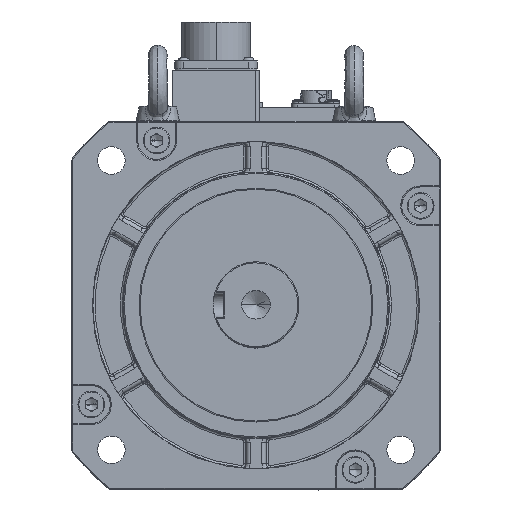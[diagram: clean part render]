
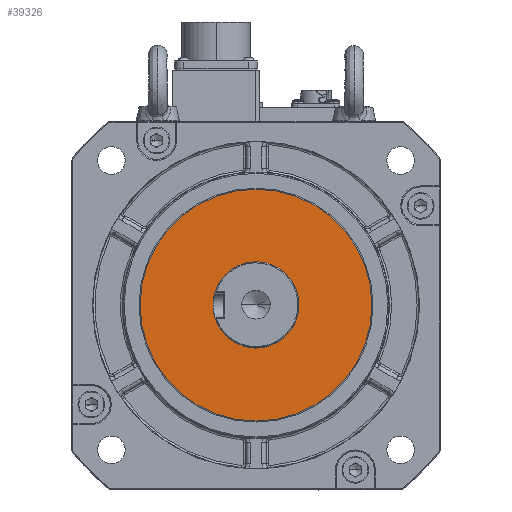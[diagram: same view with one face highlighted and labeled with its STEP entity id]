
A CAD part, top view. The second image highlights one B-rep face of the part: STEP entity #39326.
In plain terms, the highlighted planar face has unit normal (0, 0, 1).
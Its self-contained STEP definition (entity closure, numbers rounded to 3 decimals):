
#589 = DIRECTION ( 'NONE',  ( 0., 0., 1. ) ) ;
#2275 = CARTESIAN_POINT ( 'NONE',  ( 0., 0., 108.2 ) ) ;
#3914 = FACE_BOUND ( 'NONE', #64326, .T. ) ;
#5532 = AXIS2_PLACEMENT_3D ( 'NONE', #47201, #72782, #72241 ) ;
#10471 = DIRECTION ( 'NONE',  ( 0., 0., 1. ) ) ;
#11939 = EDGE_CURVE ( 'NONE', #59987, #56788, #61103, .T. ) ;
#13278 = CARTESIAN_POINT ( 'NONE',  ( 0., 0., 108.2 ) ) ;
#17619 = DIRECTION ( 'NONE',  ( 0., 0., 1. ) ) ;
#18469 = VERTEX_POINT ( 'NONE', #83477 ) ;
#24210 = CIRCLE ( 'NONE', #46829, 20.7 ) ;
#25034 = FACE_OUTER_BOUND ( 'NONE', #73322, .T. ) ;
#26868 = DIRECTION ( 'NONE',  ( 0., -1., 0. ) ) ;
#29313 = VERTEX_POINT ( 'NONE', #61026 ) ;
#30251 = CARTESIAN_POINT ( 'NONE',  ( 52.5, 0., 108.2 ) ) ;
#33347 = CARTESIAN_POINT ( 'NONE',  ( 0., 0., 108.2 ) ) ;
#33993 = CARTESIAN_POINT ( 'NONE',  ( 56.65, 0., 108.2 ) ) ;
#35764 = AXIS2_PLACEMENT_3D ( 'NONE', #13278, #589, #79071 ) ;
#39326 = ADVANCED_FACE ( 'NONE', ( #3914, #25034 ), #68577, .T. ) ;
#42147 = ORIENTED_EDGE ( 'NONE', *, *, #49942, .F. ) ;
#43001 = DIRECTION ( 'NONE',  ( 1., 0., 0. ) ) ;
#46814 = EDGE_CURVE ( 'NONE', #29313, #18469, #24210, .T. ) ;
#46829 = AXIS2_PLACEMENT_3D ( 'NONE', #33347, #52553, #26868 ) ;
#47201 = CARTESIAN_POINT ( 'NONE',  ( 0., 0., 108.2 ) ) ;
#48678 = ORIENTED_EDGE ( 'NONE', *, *, #11939, .T. ) ;
#49018 = CIRCLE ( 'NONE', #35764, 56.65 ) ;
#49883 = ORIENTED_EDGE ( 'NONE', *, *, #46814, .F. ) ;
#49942 = EDGE_CURVE ( 'NONE', #18469, #29313, #59230, .T. ) ;
#52553 = DIRECTION ( 'NONE',  ( 0., 0., 1. ) ) ;
#53821 = CARTESIAN_POINT ( 'NONE',  ( -56.65, 0., 108.2 ) ) ;
#55236 = DIRECTION ( 'NONE',  ( 0., -1., 0. ) ) ;
#56788 = VERTEX_POINT ( 'NONE', #33993 ) ;
#59230 = CIRCLE ( 'NONE', #77870, 20.7 ) ;
#59987 = VERTEX_POINT ( 'NONE', #53821 ) ;
#61026 = CARTESIAN_POINT ( 'NONE',  ( 20.7, 0., 108.2 ) ) ;
#61103 = CIRCLE ( 'NONE', #5532, 56.65 ) ;
#64326 = EDGE_LOOP ( 'NONE', ( #49883, #42147 ) ) ;
#68577 = PLANE ( 'NONE',  #78874 ) ;
#71617 = ORIENTED_EDGE ( 'NONE', *, *, #76390, .T. ) ;
#72241 = DIRECTION ( 'NONE',  ( 1., 0., 0. ) ) ;
#72782 = DIRECTION ( 'NONE',  ( 0., 0., 1. ) ) ;
#73322 = EDGE_LOOP ( 'NONE', ( #48678, #71617 ) ) ;
#76390 = EDGE_CURVE ( 'NONE', #56788, #59987, #49018, .T. ) ;
#77870 = AXIS2_PLACEMENT_3D ( 'NONE', #2275, #10471, #55236 ) ;
#78874 = AXIS2_PLACEMENT_3D ( 'NONE', #30251, #17619, #43001 ) ;
#79071 = DIRECTION ( 'NONE',  ( 1., 0., 0. ) ) ;
#83477 = CARTESIAN_POINT ( 'NONE',  ( -20.7, 0., 108.2 ) ) ;
